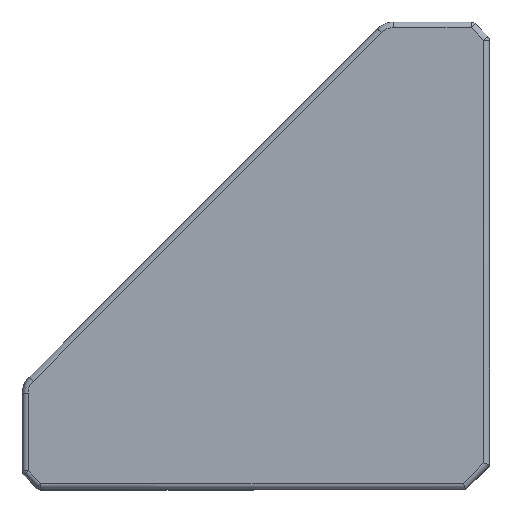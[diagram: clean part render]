
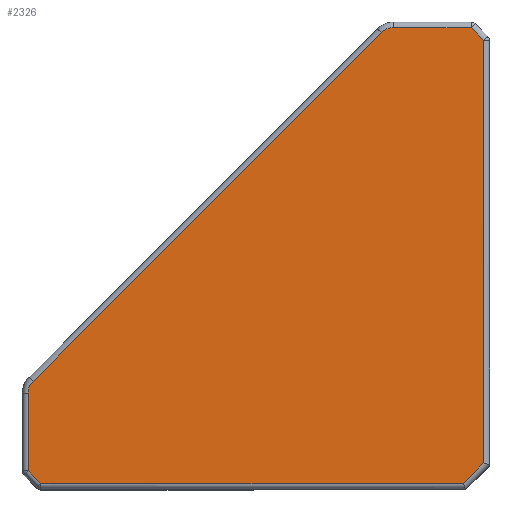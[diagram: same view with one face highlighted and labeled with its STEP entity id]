
A CAD part, top view. The second image highlights one B-rep face of the part: STEP entity #2326.
In plain terms, the highlighted planar face has unit normal (0, 0, 1).
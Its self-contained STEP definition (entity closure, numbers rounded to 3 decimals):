
#103 = VECTOR ( 'NONE', #3791, 1000. ) ;
#259 = LINE ( 'NONE', #2318, #103 ) ;
#509 = CARTESIAN_POINT ( 'NONE',  ( -40.361, 9.561, 21. ) ) ;
#588 = VECTOR ( 'NONE', #6129, 1000. ) ;
#608 = ORIENTED_EDGE ( 'NONE', *, *, #3425, .T. ) ;
#729 = CARTESIAN_POINT ( 'NONE',  ( -39.3, 8.5, 21. ) ) ;
#790 = CARTESIAN_POINT ( 'NONE',  ( -40.8, 8.5, 21. ) ) ;
#831 = ORIENTED_EDGE ( 'NONE', *, *, #3388, .T. ) ;
#939 = LINE ( 'NONE', #1758, #588 ) ;
#1180 = DIRECTION ( 'NONE',  ( -0.707, -0.707, 0. ) ) ;
#1202 = DIRECTION ( 'NONE',  ( 1., 0., 0. ) ) ;
#1245 = CARTESIAN_POINT ( 'NONE',  ( -40.8, 1.414, 21. ) ) ;
#1292 = CARTESIAN_POINT ( 'NONE',  ( -39.532, 0.354, 21. ) ) ;
#1379 = CARTESIAN_POINT ( 'NONE',  ( -2.328, 0.5, 21. ) ) ;
#1644 = VECTOR ( 'NONE', #1180, 1000. ) ;
#1686 = ORIENTED_EDGE ( 'NONE', *, *, #3247, .T. ) ;
#1691 = LINE ( 'NONE', #5159, #2849 ) ;
#1732 = ORIENTED_EDGE ( 'NONE', *, *, #3537, .T. ) ;
#1758 = CARTESIAN_POINT ( 'NONE',  ( -2.121, 0.5, 21. ) ) ;
#1784 = ORIENTED_EDGE ( 'NONE', *, *, #3482, .T. ) ;
#1867 = DIRECTION ( 'NONE',  ( 0., 0., 1. ) ) ;
#1934 = VERTEX_POINT ( 'NONE', #6078 ) ;
#1952 = VERTEX_POINT ( 'NONE', #5141 ) ;
#2000 = CARTESIAN_POINT ( 'NONE',  ( -39.679, 0.5, 21. ) ) ;
#2158 = VERTEX_POINT ( 'NONE', #509 ) ;
#2246 = CARTESIAN_POINT ( 'NONE',  ( -40.8, 1.621, 21. ) ) ;
#2248 = AXIS2_PLACEMENT_3D ( 'NONE', #4941, #5915, #3025 ) ;
#2318 = CARTESIAN_POINT ( 'NONE',  ( -1.768, 40.946, 21. ) ) ;
#2326 = ADVANCED_FACE ( 'NONE', ( #5282 ), #3519, .T. ) ;
#2342 = VERTEX_POINT ( 'NONE', #4479 ) ;
#2357 = LINE ( 'NONE', #1245, #3653 ) ;
#2469 = ORIENTED_EDGE ( 'NONE', *, *, #3296, .T. ) ;
#2653 = CIRCLE ( 'NONE', #5346, 1.5 ) ;
#2692 = LINE ( 'NONE', #3302, #3852 ) ;
#2799 = DIRECTION ( 'NONE',  ( 0., 1., 0. ) ) ;
#2804 = LINE ( 'NONE', #4089, #1644 ) ;
#2849 = VECTOR ( 'NONE', #4710, 1000. ) ;
#3025 = DIRECTION ( 'NONE',  ( 1., 0., 0. ) ) ;
#3072 = VERTEX_POINT ( 'NONE', #790 ) ;
#3174 = CARTESIAN_POINT ( 'NONE',  ( -9.561, 40.361, 21. ) ) ;
#3186 = LINE ( 'NONE', #1292, #4618 ) ;
#3247 = EDGE_CURVE ( 'NONE', #1934, #4706, #4532, .T. ) ;
#3277 = CARTESIAN_POINT ( 'NONE',  ( -0.5, 39.886, 21. ) ) ;
#3296 = EDGE_CURVE ( 'NONE', #4706, #2158, #2804, .T. ) ;
#3302 = CARTESIAN_POINT ( 'NONE',  ( -8.5, 40.8, 21. ) ) ;
#3307 = EDGE_CURVE ( 'NONE', #2158, #3072, #2653, .T. ) ;
#3388 = EDGE_CURVE ( 'NONE', #3072, #3415, #2357, .T. ) ;
#3415 = VERTEX_POINT ( 'NONE', #2246 ) ;
#3425 = EDGE_CURVE ( 'NONE', #3415, #4494, #3186, .T. ) ;
#3439 = EDGE_CURVE ( 'NONE', #4494, #5806, #939, .T. ) ;
#3482 = EDGE_CURVE ( 'NONE', #5806, #1952, #1691, .T. ) ;
#3504 = ORIENTED_EDGE ( 'NONE', *, *, #3518, .T. ) ;
#3508 = EDGE_CURVE ( 'NONE', #1952, #5705, #5249, .T. ) ;
#3518 = EDGE_CURVE ( 'NONE', #5705, #2342, #259, .T. ) ;
#3519 = PLANE ( 'NONE',  #2248 ) ;
#3537 = EDGE_CURVE ( 'NONE', #2342, #1934, #2692, .T. ) ;
#3653 = VECTOR ( 'NONE', #5097, 1000. ) ;
#3791 = DIRECTION ( 'NONE',  ( -0.707, 0.707, 0. ) ) ;
#3792 = ORIENTED_EDGE ( 'NONE', *, *, #3307, .T. ) ;
#3852 = VECTOR ( 'NONE', #5680, 1000. ) ;
#3981 = ORIENTED_EDGE ( 'NONE', *, *, #3508, .T. ) ;
#3989 = VECTOR ( 'NONE', #2799, 1000. ) ;
#4089 = CARTESIAN_POINT ( 'NONE',  ( -40.361, 9.561, 21. ) ) ;
#4109 = DIRECTION ( 'NONE',  ( 0., 0., 1. ) ) ;
#4479 = CARTESIAN_POINT ( 'NONE',  ( -1.621, 40.8, 21. ) ) ;
#4494 = VERTEX_POINT ( 'NONE', #2000 ) ;
#4532 = CIRCLE ( 'NONE', #5995, 1.5 ) ;
#4592 = EDGE_LOOP ( 'NONE', ( #1686, #2469, #3792, #831, #608, #6248, #1784, #3981, #3504, #1732 ) ) ;
#4618 = VECTOR ( 'NONE', #4682, 1000. ) ;
#4682 = DIRECTION ( 'NONE',  ( 0.707, -0.707, 0. ) ) ;
#4706 = VERTEX_POINT ( 'NONE', #3174 ) ;
#4710 = DIRECTION ( 'NONE',  ( 0.707, 0.707, 0. ) ) ;
#4787 = CARTESIAN_POINT ( 'NONE',  ( -8.5, 39.3, 21. ) ) ;
#4941 = CARTESIAN_POINT ( 'NONE',  ( -39.3, 8.5, 21. ) ) ;
#5097 = DIRECTION ( 'NONE',  ( 0., -1., 0. ) ) ;
#5141 = CARTESIAN_POINT ( 'NONE',  ( -0.5, 2.328, 21. ) ) ;
#5159 = CARTESIAN_POINT ( 'NONE',  ( -0.354, 2.475, 21. ) ) ;
#5244 = DIRECTION ( 'NONE',  ( 1., 0., 0. ) ) ;
#5249 = LINE ( 'NONE', #3277, #3989 ) ;
#5282 = FACE_OUTER_BOUND ( 'NONE', #4592, .T. ) ;
#5346 = AXIS2_PLACEMENT_3D ( 'NONE', #729, #4109, #1202 ) ;
#5619 = CARTESIAN_POINT ( 'NONE',  ( -0.5, 39.679, 21. ) ) ;
#5680 = DIRECTION ( 'NONE',  ( -1., 0., 0. ) ) ;
#5705 = VERTEX_POINT ( 'NONE', #5619 ) ;
#5806 = VERTEX_POINT ( 'NONE', #1379 ) ;
#5915 = DIRECTION ( 'NONE',  ( 0., 0., 1. ) ) ;
#5995 = AXIS2_PLACEMENT_3D ( 'NONE', #4787, #1867, #5244 ) ;
#6078 = CARTESIAN_POINT ( 'NONE',  ( -8.5, 40.8, 21. ) ) ;
#6129 = DIRECTION ( 'NONE',  ( 1., 0., 0. ) ) ;
#6248 = ORIENTED_EDGE ( 'NONE', *, *, #3439, .T. ) ;
